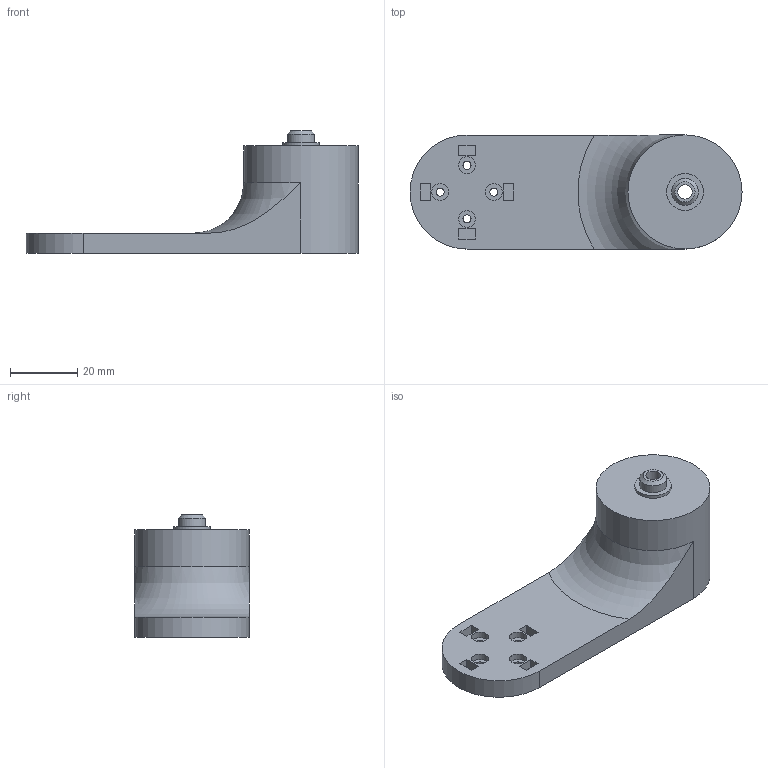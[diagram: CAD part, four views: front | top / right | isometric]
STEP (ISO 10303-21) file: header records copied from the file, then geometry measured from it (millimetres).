
FILE_DESCRIPTION(/* description */ (''),/* implementation_level */ '2;1');
FILE_NAME(/* name */ 'Arm - actuator hinge R (incisions) v1.step',/* time_stamp */ '2022-05-20T10:58:41-04:00',/* author */ (''),/* organization */ (''),/* preprocessor_version */ 'ST-DEVELOPER v18.1',/* originating_system */ 'Autodesk Translation Framework v10.14.0.1471',/* authorisation */ '');
FILE_SCHEMA (('AUTOMOTIVE_DESIGN { 1 0 10303 214 3 1 1 }'));
Length unit declared in the file: millimetre
Products named in the file (1): Arm - actuator hinge R (incisions)
Bounding box: 99 x 34 x 36.5 mm (x, y, z)
Volume: 41701.5 mm3; surface area: 11622.1 mm2
Topology: 1 solids, 1 shells, 61 faces, 155 edges, 106 vertices
Faces by surface type: plane 43, cylinder 14, cone 3, torus 1
Full cylindrical faces by diameter (mm): 2.4 x4, 4.3 x1, 5 x4, 8 x1, 11 x1, 15 x1, 34 x1
Entity records: 1909 total; most frequent: CARTESIAN_POINT 383, ORIENTED_EDGE 310, DIRECTION 302, EDGE_CURVE 155, VERTEX_POINT 106, AXIS2_PLACEMENT_3D 106, LINE 90, VECTOR 90
